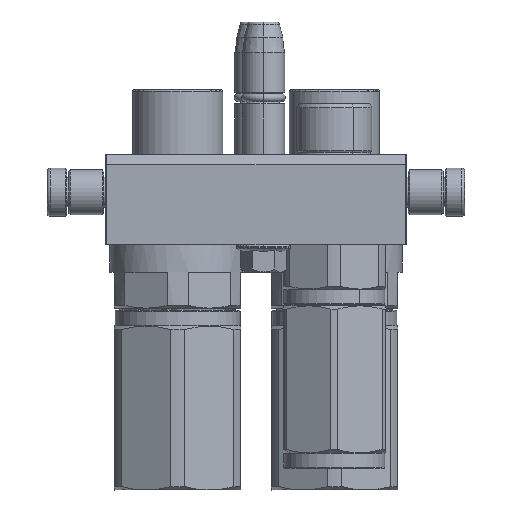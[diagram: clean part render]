
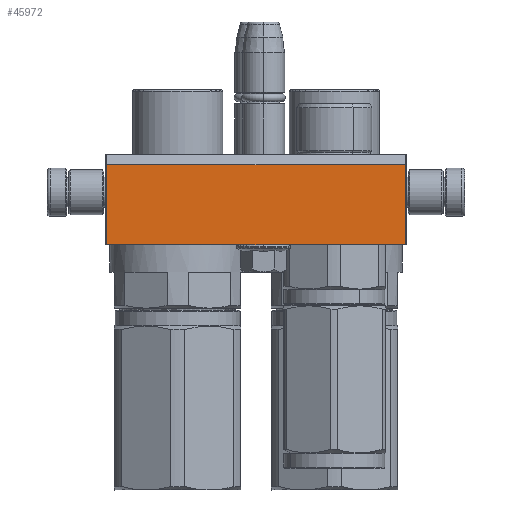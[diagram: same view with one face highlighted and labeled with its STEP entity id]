
A CAD part, left-side view. The second image highlights one B-rep face of the part: STEP entity #45972.
In plain terms, the highlighted face is planar.
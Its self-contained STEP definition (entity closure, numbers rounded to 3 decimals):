
#2064 = ORIENTED_EDGE ( 'NONE', *, *, #56277, .F. ) ;
#3736 = VERTEX_POINT ( 'NONE', #61320 ) ;
#5817 = AXIS2_PLACEMENT_3D ( 'NONE', #13662, #48689, #23911 ) ;
#7552 = VECTOR ( 'NONE', #57414, 1000. ) ;
#8655 = PLANE ( 'NONE',  #5817 ) ;
#10694 = LINE ( 'NONE', #21830, #7552 ) ;
#11433 = LINE ( 'NONE', #46792, #64715 ) ;
#11783 = LINE ( 'NONE', #26890, #43104 ) ;
#11957 = CARTESIAN_POINT ( 'NONE',  ( -49.5, -15., 56. ) ) ;
#12029 = VERTEX_POINT ( 'NONE', #11957 ) ;
#13662 = CARTESIAN_POINT ( 'NONE',  ( -50., -15., 56. ) ) ;
#13751 = EDGE_CURVE ( 'NONE', #12029, #55168, #11433, .T. ) ;
#15114 = CARTESIAN_POINT ( 'NONE',  ( -49.5, 11.536, 56. ) ) ;
#17111 = VERTEX_POINT ( 'NONE', #57323 ) ;
#19584 = CARTESIAN_POINT ( 'NONE',  ( -49.5, 11.536, 56. ) ) ;
#21759 = EDGE_CURVE ( 'NONE', #17111, #3736, #10694, .T. ) ;
#21830 = CARTESIAN_POINT ( 'NONE',  ( 49.5, -15., 56. ) ) ;
#23911 = DIRECTION ( 'NONE',  ( 1., 0., 0. ) ) ;
#26890 = CARTESIAN_POINT ( 'NONE',  ( -49.5, -15., 56. ) ) ;
#27818 = VECTOR ( 'NONE', #55906, 1000. ) ;
#28390 = FACE_OUTER_BOUND ( 'NONE', #37606, .T. ) ;
#37606 = EDGE_LOOP ( 'NONE', ( #49065, #39800, #2064, #58690 ) ) ;
#39800 = ORIENTED_EDGE ( 'NONE', *, *, #21759, .T. ) ;
#40535 = EDGE_CURVE ( 'NONE', #12029, #17111, #11783, .T. ) ;
#41809 = DIRECTION ( 'NONE',  ( 1., 0., 0. ) ) ;
#42403 = DIRECTION ( 'NONE',  ( 0., 1., 0. ) ) ;
#43104 = VECTOR ( 'NONE', #41809, 1000. ) ;
#45972 = ADVANCED_FACE ( 'NONE', ( #28390 ), #8655, .T. ) ;
#46792 = CARTESIAN_POINT ( 'NONE',  ( -49.5, -15., 56. ) ) ;
#48181 = LINE ( 'NONE', #15114, #27818 ) ;
#48689 = DIRECTION ( 'NONE',  ( 0., 0., 1. ) ) ;
#49065 = ORIENTED_EDGE ( 'NONE', *, *, #40535, .T. ) ;
#55168 = VERTEX_POINT ( 'NONE', #19584 ) ;
#55906 = DIRECTION ( 'NONE',  ( 1., 0., 0. ) ) ;
#56277 = EDGE_CURVE ( 'NONE', #55168, #3736, #48181, .T. ) ;
#57323 = CARTESIAN_POINT ( 'NONE',  ( 49.5, -15., 56. ) ) ;
#57414 = DIRECTION ( 'NONE',  ( 0., 1., 0. ) ) ;
#58690 = ORIENTED_EDGE ( 'NONE', *, *, #13751, .F. ) ;
#61320 = CARTESIAN_POINT ( 'NONE',  ( 49.5, 11.536, 56. ) ) ;
#64715 = VECTOR ( 'NONE', #42403, 1000. ) ;
